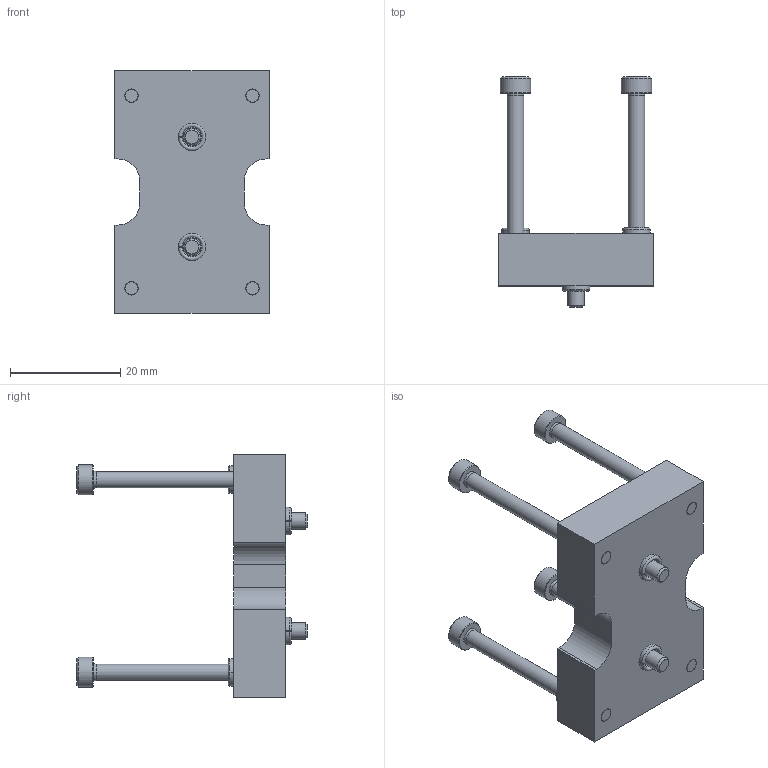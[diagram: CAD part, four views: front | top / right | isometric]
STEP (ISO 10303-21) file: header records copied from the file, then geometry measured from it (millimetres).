
FILE_DESCRIPTION(/* description */ ('STEP AP214'),/* implementation_level */ '2;1');
FILE_NAME(/* name */ '2800827_DHAA-G-Q11-12-B8G-20',/* time_stamp */ '2024-08-16T15:17:40+02:00',/* author */ ('License CC BY-ND 4.0'),/* organization */ ('CADENAS'),/* preprocessor_version */ 'ST-DEVELOPER v19.3',/* originating_system */ 'PARTsolutions',/* authorisation */ ' ');
FILE_SCHEMA (('AUTOMOTIVE_DESIGN {1 0 10303 214 3 1 1}'));
Length unit declared in the file: millimetre
Products named in the file (5): 2800827 DHAA-G-Q11-12-B8G-20; 2800827 DHAA-G-Q11-12-B8G-20_p; 8146543 ZBH-5-B; DIN-912 - M3x10(F); DIN-912 - M3x35(F)
Assembly tree (11 placements, depth 2):
  2800827 DHAA-G-Q11-12-B8G-20
    2800827 DHAA-G-Q11-12-B8G-20_p
    8146543 ZBH-5-B  x4
    DIN-912 - M3x10(F)  x2
    DIN-912 - M3x35(F)  x4
Bounding box: 28 x 41.9 x 44 mm (x, y, z)
Volume: 11768.8 mm3; surface area: 6726.2 mm2
Topology: 11 solids, 11 shells, 236 faces, 464 edges, 264 vertices
Faces by surface type: plane 120, cone 70, cylinder 38, torus 8
Full cylindrical faces by diameter (mm): 2.459 x4, 3 x6, 3.4 x2, 5 x6, 5.5 x6, 6.5 x2
Entity records: 2791 total; most frequent: CARTESIAN_POINT 488, DIRECTION 484, ORIENTED_EDGE 360, AXIS2_PLACEMENT_3D 202, EDGE_CURVE 180, FACE_BOUND 162, EDGE_LOOP 160, VERTEX_POINT 126
